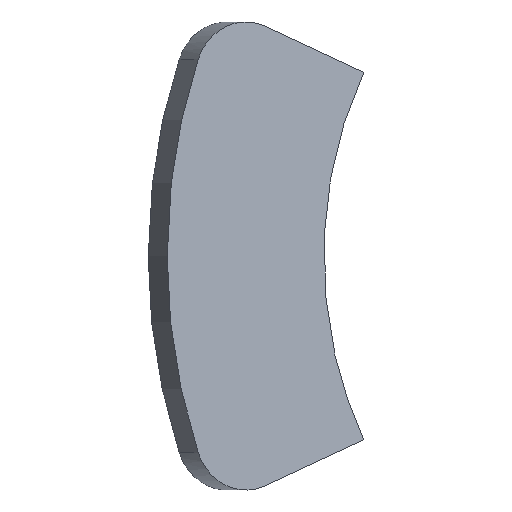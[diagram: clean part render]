
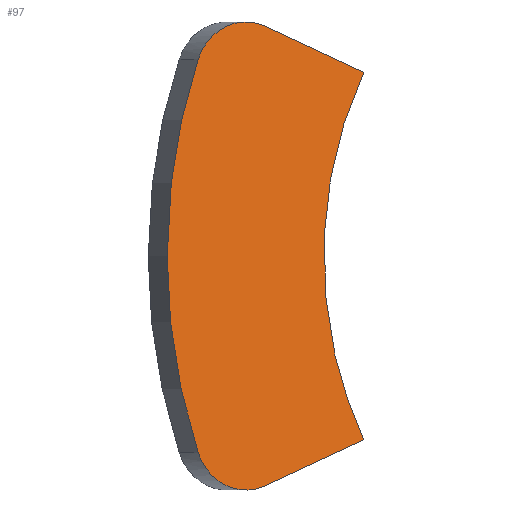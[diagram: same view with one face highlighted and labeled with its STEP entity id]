
A CAD part, top view. The second image highlights one B-rep face of the part: STEP entity #97.
In plain terms, the highlighted free-form (B-spline) face has degree [1, 1] with [2, 2] control points.
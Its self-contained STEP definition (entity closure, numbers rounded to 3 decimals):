
#24 = VERTEX_POINT('',#25);
#25 = CARTESIAN_POINT('',(-659.758,-10.824,
    311.671));
#30 = EDGE_CURVE('',#31,#24,#33,.T.);
#31 = VERTEX_POINT('',#32);
#32 = CARTESIAN_POINT('',(-659.758,10.824,
    311.671));
#33 = ( BOUNDED_CURVE() B_SPLINE_CURVE(2,(#34,#35,#36),.UNSPECIFIED.,.F.
,.F.) B_SPLINE_CURVE_WITH_KNOTS((3,3),(2.666,3.618),
.PIECEWISE_BEZIER_KNOTS.) CURVE() GEOMETRIC_REPRESENTATION_ITEM() 
RATIONAL_B_SPLINE_CURVE((1.,0.889,1.)) REPRESENTATION_ITEM('') 
  );
#34 = CARTESIAN_POINT('',(-659.758,10.824,
    311.671));
#35 = CARTESIAN_POINT('',(-664.757,0.,
    314.152));
#36 = CARTESIAN_POINT('',(-659.758,-10.824,
    311.671));
#61 = EDGE_CURVE('',#62,#64,#66,.T.);
#62 = VERTEX_POINT('',#63);
#63 = CARTESIAN_POINT('',(-669.513,-11.581,
    316.513));
#64 = VERTEX_POINT('',#65);
#65 = CARTESIAN_POINT('',(-669.513,11.581,
    316.513));
#66 = ( BOUNDED_CURVE() B_SPLINE_CURVE(2,(#67,#68,#69),.UNSPECIFIED.,.F.
,.F.) B_SPLINE_CURVE_WITH_KNOTS((3,3),(2.793,3.49),
.PIECEWISE_BEZIER_KNOTS.) CURVE() GEOMETRIC_REPRESENTATION_ITEM() 
RATIONAL_B_SPLINE_CURVE((1.,0.94,1.)) REPRESENTATION_ITEM('') 
  );
#67 = CARTESIAN_POINT('',(-669.513,-11.581,
    316.513));
#68 = CARTESIAN_POINT('',(-673.281,0.,
    318.383));
#69 = CARTESIAN_POINT('',(-669.513,11.581,
    316.513));
#97 = ADVANCED_FACE('',(#98),#128,.T.);
#98 = FACE_BOUND('',#99,.T.);
#99 = EDGE_LOOP('',(#100,#101,#108,#114,#115,#123));
#100 = ORIENTED_EDGE('',*,*,#30,.F.);
#101 = ORIENTED_EDGE('',*,*,#102,.F.);
#102 = EDGE_CURVE('',#103,#31,#105,.T.);
#103 = VERTEX_POINT('',#104);
#104 = CARTESIAN_POINT('',(-665.532,13.527,
    314.537));
#105 = B_SPLINE_CURVE_WITH_KNOTS('',1,(#106,#107),.UNSPECIFIED.,.F.,.F.,
  (2,2),(-44.228,-35.883),.PIECEWISE_BEZIER_KNOTS.);
#106 = CARTESIAN_POINT('',(-665.532,13.527,
    314.537));
#107 = CARTESIAN_POINT('',(-659.758,10.824,
    311.671));
#108 = ORIENTED_EDGE('',*,*,#109,.T.);
#109 = EDGE_CURVE('',#103,#64,#110,.T.);
#110 = ( BOUNDED_CURVE() B_SPLINE_CURVE(2,(#111,#112,#113),
.UNSPECIFIED.,.F.,.F.) B_SPLINE_CURVE_WITH_KNOTS((3,3),(1.174,
2.793),.PIECEWISE_BEZIER_KNOTS.) CURVE() 
GEOMETRIC_REPRESENTATION_ITEM() RATIONAL_B_SPLINE_CURVE((1.,
0.69,1.)) REPRESENTATION_ITEM('') );
#111 = CARTESIAN_POINT('',(-665.532,13.527,
    314.537));
#112 = CARTESIAN_POINT('',(-668.437,14.887,
    315.979));
#113 = CARTESIAN_POINT('',(-669.513,11.581,
    316.513));
#114 = ORIENTED_EDGE('',*,*,#61,.F.);
#115 = ORIENTED_EDGE('',*,*,#116,.T.);
#116 = EDGE_CURVE('',#62,#117,#119,.T.);
#117 = VERTEX_POINT('',#118);
#118 = CARTESIAN_POINT('',(-665.532,-13.527,
    314.537));
#119 = ( BOUNDED_CURVE() B_SPLINE_CURVE(2,(#120,#121,#122),
.UNSPECIFIED.,.F.,.F.) B_SPLINE_CURVE_WITH_KNOTS((3,3),(3.49,
5.109),.PIECEWISE_BEZIER_KNOTS.) CURVE() 
GEOMETRIC_REPRESENTATION_ITEM() RATIONAL_B_SPLINE_CURVE((1.,
0.69,1.)) REPRESENTATION_ITEM('') );
#120 = CARTESIAN_POINT('',(-669.513,-11.581,
    316.513));
#121 = CARTESIAN_POINT('',(-668.437,-14.887,
    315.979));
#122 = CARTESIAN_POINT('',(-665.532,-13.527,
    314.537));
#123 = ORIENTED_EDGE('',*,*,#124,.F.);
#124 = EDGE_CURVE('',#24,#117,#125,.T.);
#125 = B_SPLINE_CURVE_WITH_KNOTS('',1,(#126,#127),.UNSPECIFIED.,.F.,.F.,
  (2,2),(35.883,44.228),.PIECEWISE_BEZIER_KNOTS.);
#126 = CARTESIAN_POINT('',(-659.758,-10.824,
    311.671));
#127 = CARTESIAN_POINT('',(-665.532,-13.527,
    314.537));
#128 = B_SPLINE_SURFACE_WITH_KNOTS('',1,1,(
    (#129,#130)
    ,(#131,#132
    )),.UNSPECIFIED.,.F.,.F.,.F.,(2,2),(2,2),(84.439,
    117.361),(-6.616,8.819),
  .PIECEWISE_BEZIER_KNOTS.);
#129 = CARTESIAN_POINT('',(-671.339,13.788,
    317.419));
#130 = CARTESIAN_POINT('',(-659.758,13.788,
    311.671));
#131 = CARTESIAN_POINT('',(-671.339,-13.788,
    317.419));
#132 = CARTESIAN_POINT('',(-659.758,-13.788,
    311.671));
